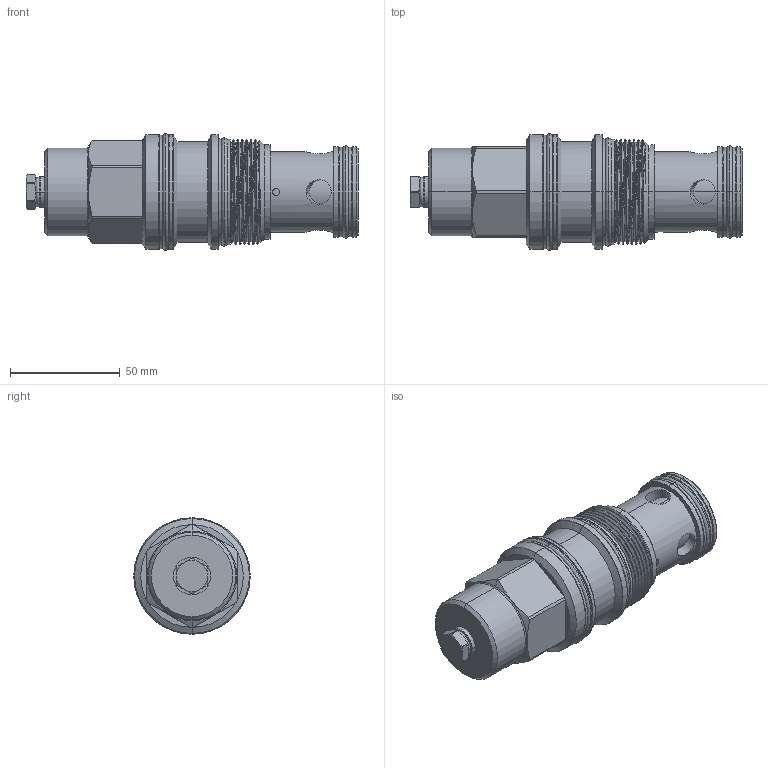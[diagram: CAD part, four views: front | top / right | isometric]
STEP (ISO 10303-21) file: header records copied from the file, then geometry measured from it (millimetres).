
FILE_DESCRIPTION (( 'STEP AP214' ), '1' );
FILE_NAME ('CK19A3C.STEP', '2016-04-12T01:18:38', ( '' ), ( '' ), 'SwSTEP 2.0', 'SolidWorks 2012', '' );
FILE_SCHEMA (( 'AUTOMOTIVE_DESIGN' ));
Length unit declared in the file: millimetre
Products named in the file (1): CK19A3C
Bounding box: 151.4 x 53.11 x 53.11 mm (x, y, z)
Volume: 207478.4 mm3; surface area: 35621.2 mm2
Topology: 5 solids, 6 shells, 257 faces, 554 edges, 328 vertices
Faces by surface type: cylinder 101, cone 55, torus 50, plane 48, bspline 3
Entity records: 9593 total; most frequent: CARTESIAN_POINT 3931, DIRECTION 1263, ORIENTED_EDGE 1108, EDGE_CURVE 554, AXIS2_PLACEMENT_3D 554, VERTEX_POINT 328, CIRCLE 299, EDGE_LOOP 286
